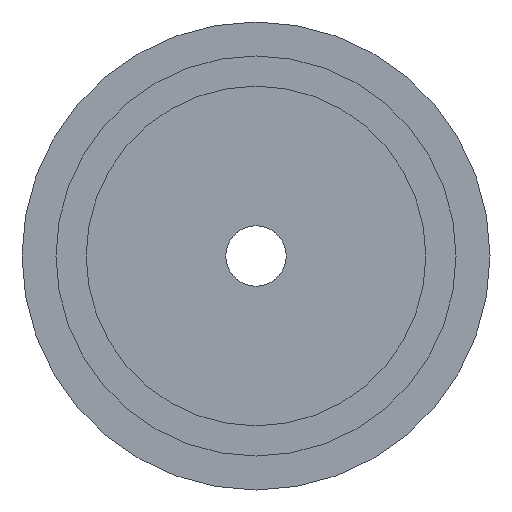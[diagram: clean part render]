
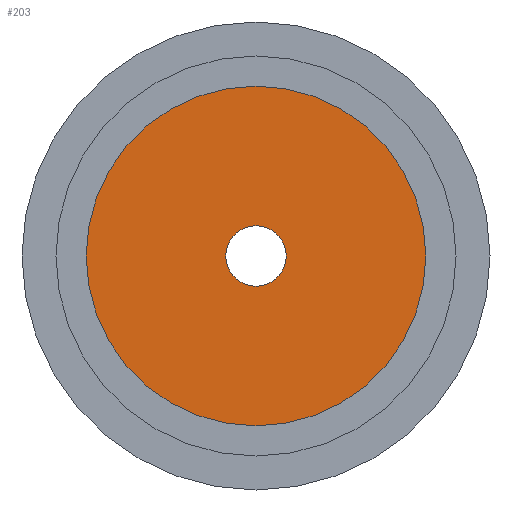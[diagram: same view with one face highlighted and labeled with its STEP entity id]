
A CAD part, front view. The second image highlights one B-rep face of the part: STEP entity #203.
In plain terms, the highlighted planar face has unit normal (0, -1, 0).
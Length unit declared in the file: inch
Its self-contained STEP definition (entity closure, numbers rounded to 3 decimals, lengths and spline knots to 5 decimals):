
#4 = DIRECTION ( 'NONE',  ( 0., 0., 1. ) ) ;
#9 = DIRECTION ( 'NONE',  ( 0., 1., 0. ) ) ;
#24 = CARTESIAN_POINT ( 'NONE',  ( 0., 0.5, 0.2 ) ) ;
#28 = EDGE_CURVE ( 'NONE', #221, #294, #549, .T. ) ;
#47 = AXIS2_PLACEMENT_3D ( 'NONE', #268, #481, #4 ) ;
#85 = EDGE_LOOP ( 'NONE', ( #521, #339 ) ) ;
#91 = CIRCLE ( 'NONE', #406, 1.125 ) ;
#101 = FACE_OUTER_BOUND ( 'NONE', #85, .T. ) ;
#111 = DIRECTION ( 'NONE',  ( 0., 1., 0. ) ) ;
#138 = ORIENTED_EDGE ( 'NONE', *, *, #247, .T. ) ;
#155 = EDGE_CURVE ( 'NONE', #294, #221, #91, .T. ) ;
#163 = ORIENTED_EDGE ( 'NONE', *, *, #223, .T. ) ;
#190 = DIRECTION ( 'NONE',  ( 0., 0., 1. ) ) ;
#203 = ADVANCED_FACE ( 'NONE', ( #275, #101 ), #238, .F. ) ;
#205 = CARTESIAN_POINT ( 'NONE',  ( 0., 0.5, -1.125 ) ) ;
#221 = VERTEX_POINT ( 'NONE', #367 ) ;
#223 = EDGE_CURVE ( 'NONE', #385, #336, #373, .T. ) ;
#238 = PLANE ( 'NONE',  #381 ) ;
#243 = CARTESIAN_POINT ( 'NONE',  ( 0., 0.5, 0. ) ) ;
#247 = EDGE_CURVE ( 'NONE', #336, #385, #565, .T. ) ;
#253 = CARTESIAN_POINT ( 'NONE',  ( 0., 0.5, 0. ) ) ;
#268 = CARTESIAN_POINT ( 'NONE',  ( 0., 0.5, 0. ) ) ;
#275 = FACE_BOUND ( 'NONE', #347, .T. ) ;
#291 = DIRECTION ( 'NONE',  ( 0., 0., 1. ) ) ;
#294 = VERTEX_POINT ( 'NONE', #205 ) ;
#318 = AXIS2_PLACEMENT_3D ( 'NONE', #253, #338, #291 ) ;
#327 = DIRECTION ( 'NONE',  ( 0., 0., 1. ) ) ;
#336 = VERTEX_POINT ( 'NONE', #414 ) ;
#338 = DIRECTION ( 'NONE',  ( 0., 1., 0. ) ) ;
#339 = ORIENTED_EDGE ( 'NONE', *, *, #28, .F. ) ;
#347 = EDGE_LOOP ( 'NONE', ( #163, #138 ) ) ;
#367 = CARTESIAN_POINT ( 'NONE',  ( 0., 0.5, 1.125 ) ) ;
#373 = CIRCLE ( 'NONE', #530, 0.2 ) ;
#381 = AXIS2_PLACEMENT_3D ( 'NONE', #455, #9, #413 ) ;
#385 = VERTEX_POINT ( 'NONE', #24 ) ;
#406 = AXIS2_PLACEMENT_3D ( 'NONE', #243, #111, #327 ) ;
#407 = DIRECTION ( 'NONE',  ( 0., 1., 0. ) ) ;
#413 = DIRECTION ( 'NONE',  ( 0., 0., 1. ) ) ;
#414 = CARTESIAN_POINT ( 'NONE',  ( 0., 0.5, -0.2 ) ) ;
#447 = CARTESIAN_POINT ( 'NONE',  ( 0., 0.5, 0. ) ) ;
#455 = CARTESIAN_POINT ( 'NONE',  ( 0., 0.5, 0. ) ) ;
#481 = DIRECTION ( 'NONE',  ( 0., 1., 0. ) ) ;
#521 = ORIENTED_EDGE ( 'NONE', *, *, #155, .F. ) ;
#530 = AXIS2_PLACEMENT_3D ( 'NONE', #447, #407, #190 ) ;
#549 = CIRCLE ( 'NONE', #47, 1.125 ) ;
#565 = CIRCLE ( 'NONE', #318, 0.2 ) ;
